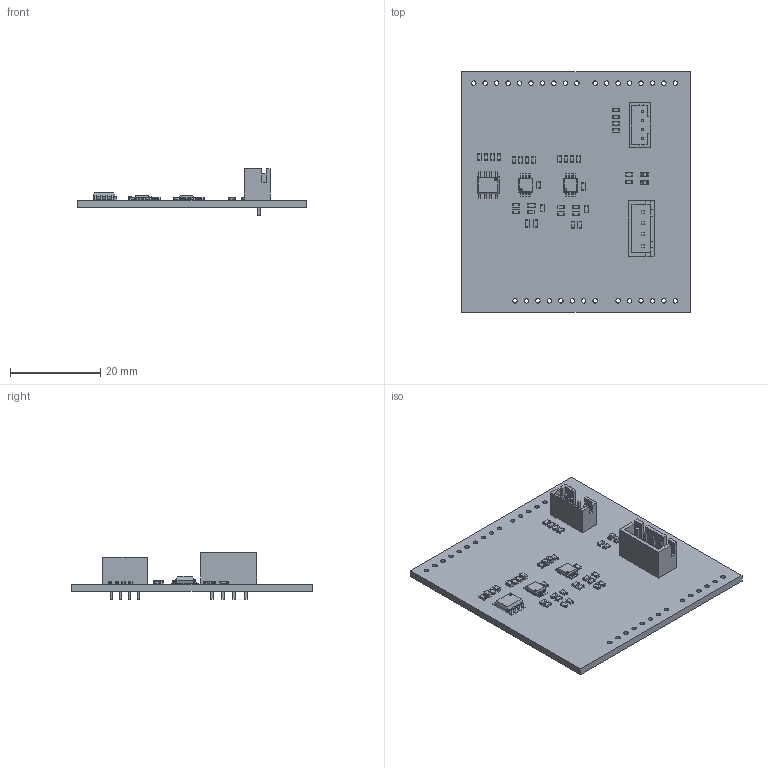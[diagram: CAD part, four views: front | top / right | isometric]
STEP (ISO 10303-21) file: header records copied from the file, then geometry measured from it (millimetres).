
FILE_DESCRIPTION(('Open CASCADE Model'),'2;1');
FILE_NAME('Open CASCADE Shape Model','2020-06-25T16:51:18',('Author'),( 'Open CASCADE'),'Open CASCADE STEP processor 6.8','Open CASCADE 6.8' ,'Unknown');
FILE_SCHEMA(('AUTOMOTIVE_DESIGN { 1 0 10303 214 1 1 1 1 }'));
Length unit declared in the file: millimetre
Products named in the file (61): PCB; Board; Open CASCADE STEP translator 6.8 1.1.1; U3; MSOP8; U2; SOIC8; U1; R18; 0603_Resistor_LP; User_Library-RES_0603L_RES_0603_Lead_1; User_Library-RES_0603L_RES_0603_Body_1; R17; R16; R15; R14; R13; R12; R11; R10; R9; R8; R7; R6; R5; R4; R3; R2; R1; PACEMAKER_OUT; B4B-PH-K-S; LED2; 0603_LED_LTST-C190TBKT; User_Library-LTST-C190TBKT_Pad; User_Library-LTST-C190TBKT_Pad005; User_Library-LTST-C190TBKT_Pad001; User_Library-LTST-C190TBKT_Pad004; User_Library-LTST-C190TBKT_Pad003; User_Library-LTST-C190TBKT_Lens; LED1 ...
Assembly tree (96 placements, depth 4):
  PCB
    Board
      Open CASCADE STEP translator 6.8 1.1.1
    U3
      MSOP8
    U2
      SOIC8
    U1
      MSOP8
    R18
      0603_Resistor_LP
        User_Library-RES_0603L_RES_0603_Lead_1  x2
        User_Library-RES_0603L_RES_0603_Body_1
    R17
      0603_Resistor_LP
        User_Library-RES_0603L_RES_0603_Lead_1  x2
        User_Library-RES_0603L_RES_0603_Body_1
    R16
      0603_Resistor_LP
        User_Library-RES_0603L_RES_0603_Lead_1  x2
        User_Library-RES_0603L_RES_0603_Body_1
    R15
      0603_Resistor_LP
        User_Library-RES_0603L_RES_0603_Lead_1  x2
        User_Library-RES_0603L_RES_0603_Body_1
    R14
      0603_Resistor_LP
        User_Library-RES_0603L_RES_0603_Lead_1  x2
        User_Library-RES_0603L_RES_0603_Body_1
    R13
      0603_Resistor_LP
        User_Library-RES_0603L_RES_0603_Lead_1  x2
        User_Library-RES_0603L_RES_0603_Body_1
    R12
      0603_Resistor_LP
        User_Library-RES_0603L_RES_0603_Lead_1  x2
        User_Library-RES_0603L_RES_0603_Body_1
    R11
      0603_Resistor_LP
        User_Library-RES_0603L_RES_0603_Lead_1  x2
        User_Library-RES_0603L_RES_0603_Body_1
    R10
      0603_Resistor_LP
        User_Library-RES_0603L_RES_0603_Lead_1  x2
        User_Library-RES_0603L_RES_0603_Body_1
    R9
      0603_Resistor_LP
        User_Library-RES_0603L_RES_0603_Lead_1  x2
        User_Library-RES_0603L_RES_0603_Body_1
    R8
      0603_Resistor_LP
        User_Library-RES_0603L_RES_0603_Lead_1  x2
        User_Library-RES_0603L_RES_0603_Body_1
    R7
      0603_Resistor_LP
        User_Library-RES_0603L_RES_0603_Lead_1  x2
        User_Library-RES_0603L_RES_0603_Body_1
    R6
      0603_Resistor_LP
        User_Library-RES_0603L_RES_0603_Lead_1  x2
Bounding box: 50.77 x 53.33 x 10.4 mm (x, y, z)
Volume: 4779.5 mm3; surface area: 7311.7 mm2
Topology: 124 solids, 124 shells, 1609 faces, 3968 edges, 2632 vertices
Faces by surface type: plane 1451, cylinder 148, cone 10
Full cylindrical faces by diameter (mm): 0.762 x4, 1 x32, 1.067 x4
Entity records: 20489 total; most frequent: CARTESIAN_POINT 2859, DIRECTION 2802, ORIENTED_EDGE 2704, EDGE_CURVE 1352, LINE 1124, VECTOR 1124, VERTEX_POINT 896, AXIS2_PLACEMENT_3D 839
